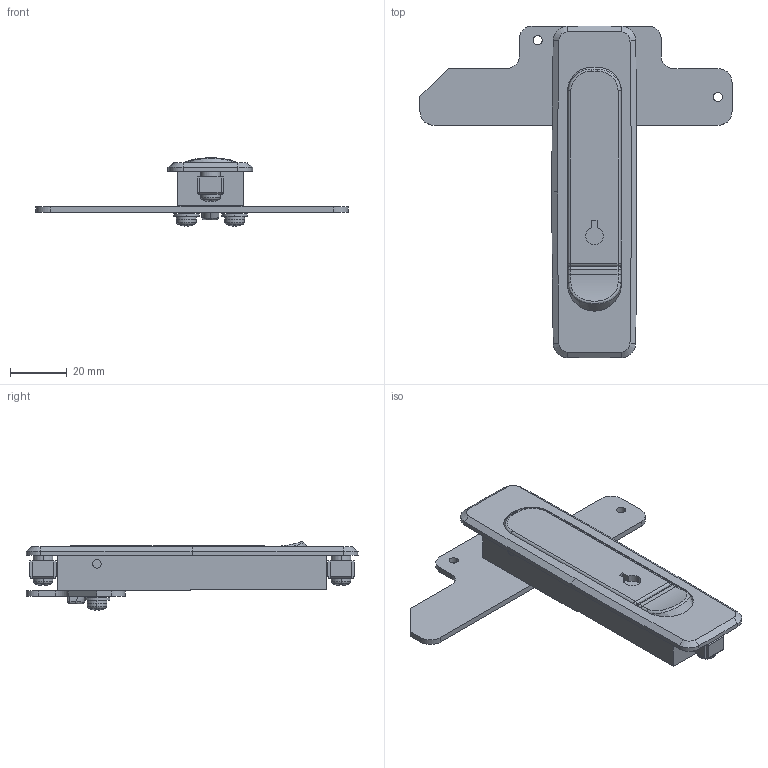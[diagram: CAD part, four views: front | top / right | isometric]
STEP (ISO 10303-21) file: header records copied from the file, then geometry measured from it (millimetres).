
FILE_DESCRIPTION (( 'STEP AP203' ), '1' );
FILE_NAME ('A-1240-B-2-1.STEP', '2021-04-08T02:36:08', ( '' ), ( '' ), 'SwSTEP 2.0', 'SolidWorks 2018', '' );
FILE_SCHEMA (( 'CONFIG_CONTROL_DESIGN' ));
Length unit declared in the file: millimetre
Products named in the file (11): A-1240-B-2-1_clasp_; A-1240-B-2-1_small screw with cross hole__M4x8十字穴付なべ小ねじ(SUS)ダブルセムス(P3); A-1240-B-2-1_body_; A-1240-B-2-1_handle shaft_; A-1240-B-2-1_washer_; A-1240-B-2-1_button shaft_; A-1240-B-2-1; A-1240-B-2-1_button_; A-1240-B-2-1_small screw with cross hole__M4x6十字穴付なべ小ねじ(SUS); A-1240-B-2-1_handle_; A-1240-B-2-1_back cover_
Assembly tree (13 placements, depth 2):
  A-1240-B-2-1
    A-1240-B-2-1_body_
    A-1240-B-2-1_handle_
    A-1240-B-2-1_button_
    A-1240-B-2-1_back cover_
    A-1240-B-2-1_handle shaft_
    A-1240-B-2-1_button shaft_
    A-1240-B-2-1_clasp_
    A-1240-B-2-1_small screw with cross hole__M4x8十字穴付なべ小ねじ(SUS)ダブルセムス(P3)  x2
    A-1240-B-2-1_washer_  x2
    A-1240-B-2-1_small screw with cross hole__M4x6十字穴付なべ小ねじ(SUS)  x2
Bounding box: 110 x 116.99 x 24.12 mm (x, y, z)
Volume: 31854.3 mm3; surface area: 28926.4 mm2
Topology: 13 solids, 13 shells, 560 faces, 1403 edges, 869 vertices
Faces by surface type: plane 292, cylinder 186, cone 25, sphere 22, torus 18, bspline 17
Entity records: 15269 total; most frequent: CARTESIAN_POINT 3354, DIRECTION 2293, ORIENTED_EDGE 2204, EDGE_CURVE 1102, AXIS2_PLACEMENT_3D 823, VERTEX_POINT 691, VECTOR 647, LINE 647
